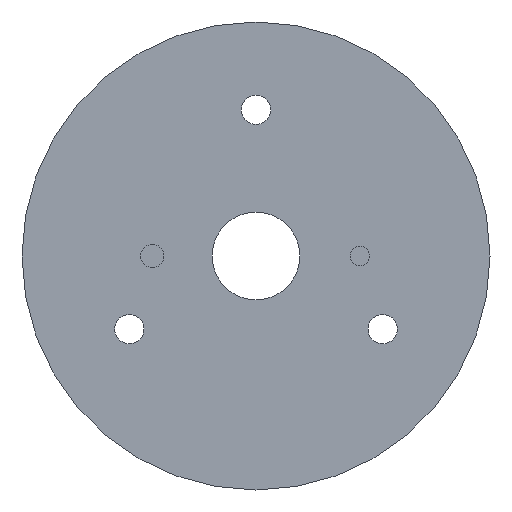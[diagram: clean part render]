
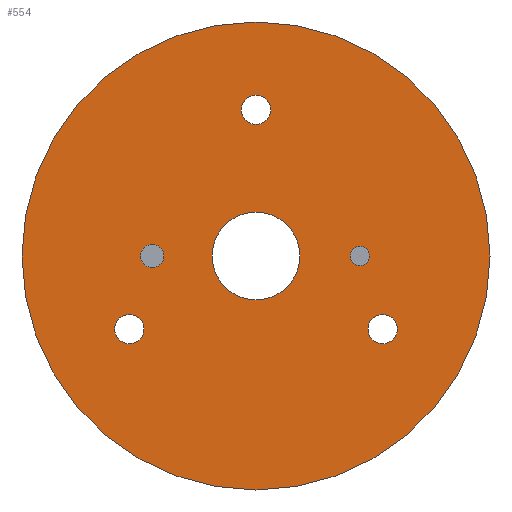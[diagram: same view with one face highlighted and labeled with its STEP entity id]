
A CAD part, left-side view. The second image highlights one B-rep face of the part: STEP entity #554.
In plain terms, the highlighted planar face has unit normal (-1, 0, 0).
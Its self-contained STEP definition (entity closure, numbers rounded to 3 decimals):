
#1 = DIRECTION ( 'NONE',  ( 0., 0., -1. ) ) ;
#2 = EDGE_CURVE ( 'NONE', #212, #504, #676, .T. ) ;
#21 = CARTESIAN_POINT ( 'NONE',  ( 0., -21.651, -12.5 ) ) ;
#29 = CIRCLE ( 'NONE', #783, 1.65 ) ;
#43 = CIRCLE ( 'NONE', #784, 2.5 ) ;
#52 = EDGE_CURVE ( 'NONE', #149, #244, #43, .T. ) ;
#56 = ORIENTED_EDGE ( 'NONE', *, *, #854, .F. ) ;
#57 = CARTESIAN_POINT ( 'NONE',  ( 0., 0., 0. ) ) ;
#60 = CIRCLE ( 'NONE', #110, 1.65 ) ;
#78 = CARTESIAN_POINT ( 'NONE',  ( 0., 0., 25. ) ) ;
#86 = DIRECTION ( 'NONE',  ( 1., 0., 0. ) ) ;
#87 = ORIENTED_EDGE ( 'NONE', *, *, #436, .F. ) ;
#102 = CARTESIAN_POINT ( 'NONE',  ( 0., 0., 0. ) ) ;
#110 = AXIS2_PLACEMENT_3D ( 'NONE', #747, #671, #601 ) ;
#116 = EDGE_CURVE ( 'NONE', #244, #149, #694, .T. ) ;
#129 = CIRCLE ( 'NONE', #517, 40. ) ;
#135 = FACE_BOUND ( 'NONE', #394, .T. ) ;
#137 = ORIENTED_EDGE ( 'NONE', *, *, #2, .F. ) ;
#139 = FACE_BOUND ( 'NONE', #653, .T. ) ;
#142 = AXIS2_PLACEMENT_3D ( 'NONE', #214, #148, #458 ) ;
#148 = DIRECTION ( 'NONE',  ( 1., 0., 0. ) ) ;
#149 = VERTEX_POINT ( 'NONE', #874 ) ;
#159 = CARTESIAN_POINT ( 'NONE',  ( 0., 21.651, -12.5 ) ) ;
#160 = VERTEX_POINT ( 'NONE', #728 ) ;
#170 = CARTESIAN_POINT ( 'NONE',  ( 0., -21.651, -10. ) ) ;
#172 = DIRECTION ( 'NONE',  ( -1., 0., 0. ) ) ;
#173 = VERTEX_POINT ( 'NONE', #278 ) ;
#195 = EDGE_LOOP ( 'NONE', ( #87, #843 ) ) ;
#196 = DIRECTION ( 'NONE',  ( -1., 0., 0. ) ) ;
#212 = VERTEX_POINT ( 'NONE', #731 ) ;
#213 = FACE_BOUND ( 'NONE', #376, .T. ) ;
#214 = CARTESIAN_POINT ( 'NONE',  ( 0., -21.651, -12.5 ) ) ;
#231 = DIRECTION ( 'NONE',  ( 0., 0., -1. ) ) ;
#238 = AXIS2_PLACEMENT_3D ( 'NONE', #735, #284, #446 ) ;
#244 = VERTEX_POINT ( 'NONE', #613 ) ;
#248 = VERTEX_POINT ( 'NONE', #382 ) ;
#250 = CARTESIAN_POINT ( 'NONE',  ( 0., 0., 40. ) ) ;
#253 = EDGE_LOOP ( 'NONE', ( #921, #954 ) ) ;
#263 = EDGE_CURVE ( 'NONE', #173, #570, #610, .T. ) ;
#266 = CARTESIAN_POINT ( 'NONE',  ( 0., -17.75, 0. ) ) ;
#278 = CARTESIAN_POINT ( 'NONE',  ( 0., 17.75, -2. ) ) ;
#280 = FACE_BOUND ( 'NONE', #253, .T. ) ;
#284 = DIRECTION ( 'NONE',  ( -1., 0., 0. ) ) ;
#285 = CIRCLE ( 'NONE', #381, 2.5 ) ;
#300 = DIRECTION ( 'NONE',  ( 1., 0., 0. ) ) ;
#302 = CIRCLE ( 'NONE', #723, 7.5 ) ;
#309 = CARTESIAN_POINT ( 'NONE',  ( 0., 0., 25. ) ) ;
#321 = DIRECTION ( 'NONE',  ( 0., 0., -1. ) ) ;
#322 = ORIENTED_EDGE ( 'NONE', *, *, #591, .F. ) ;
#327 = CARTESIAN_POINT ( 'NONE',  ( 0., 0., 22.5 ) ) ;
#348 = EDGE_CURVE ( 'NONE', #920, #588, #771, .T. ) ;
#376 = EDGE_LOOP ( 'NONE', ( #942, #670 ) ) ;
#379 = ORIENTED_EDGE ( 'NONE', *, *, #753, .T. ) ;
#381 = AXIS2_PLACEMENT_3D ( 'NONE', #309, #606, #925 ) ;
#382 = CARTESIAN_POINT ( 'NONE',  ( 0., -17.75, -1.65 ) ) ;
#392 = DIRECTION ( 'NONE',  ( -1., 0., 0. ) ) ;
#393 = VERTEX_POINT ( 'NONE', #250 ) ;
#394 = EDGE_LOOP ( 'NONE', ( #724, #379 ) ) ;
#436 = EDGE_CURVE ( 'NONE', #570, #173, #917, .T. ) ;
#437 = CARTESIAN_POINT ( 'NONE',  ( 0., -21.651, -15. ) ) ;
#442 = CARTESIAN_POINT ( 'NONE',  ( 0., 17.75, 2. ) ) ;
#446 = DIRECTION ( 'NONE',  ( 0., 0., 1. ) ) ;
#449 = EDGE_CURVE ( 'NONE', #811, #393, #129, .T. ) ;
#458 = DIRECTION ( 'NONE',  ( 0., 0., -1. ) ) ;
#463 = DIRECTION ( 'NONE',  ( 0., 0., 1. ) ) ;
#465 = AXIS2_PLACEMENT_3D ( 'NONE', #21, #923, #231 ) ;
#470 = DIRECTION ( 'NONE',  ( 0., 0., 1. ) ) ;
#476 = ORIENTED_EDGE ( 'NONE', *, *, #979, .T. ) ;
#480 = EDGE_CURVE ( 'NONE', #588, #920, #736, .T. ) ;
#482 = DIRECTION ( 'NONE',  ( 0., 0., 1. ) ) ;
#489 = EDGE_CURVE ( 'NONE', #504, #212, #302, .T. ) ;
#504 = VERTEX_POINT ( 'NONE', #515 ) ;
#511 = DIRECTION ( 'NONE',  ( 0., 0., -1. ) ) ;
#515 = CARTESIAN_POINT ( 'NONE',  ( 0., 0., 7.5 ) ) ;
#517 = AXIS2_PLACEMENT_3D ( 'NONE', #102, #392, #718 ) ;
#521 = DIRECTION ( 'NONE',  ( 0., 0., 1. ) ) ;
#527 = ORIENTED_EDGE ( 'NONE', *, *, #449, .T. ) ;
#545 = CARTESIAN_POINT ( 'NONE',  ( 0., 0., 0. ) ) ;
#554 = ADVANCED_FACE ( 'NONE', ( #139, #135, #280, #213, #590, #826, #677 ), #743, .T. ) ;
#563 = ORIENTED_EDGE ( 'NONE', *, *, #489, .F. ) ;
#570 = VERTEX_POINT ( 'NONE', #442 ) ;
#587 = DIRECTION ( 'NONE',  ( 1., 0., 0. ) ) ;
#588 = VERTEX_POINT ( 'NONE', #437 ) ;
#590 = FACE_BOUND ( 'NONE', #696, .T. ) ;
#591 = EDGE_CURVE ( 'NONE', #615, #248, #60, .T. ) ;
#595 = AXIS2_PLACEMENT_3D ( 'NONE', #877, #587, #511 ) ;
#601 = DIRECTION ( 'NONE',  ( 0., 0., 1. ) ) ;
#606 = DIRECTION ( 'NONE',  ( 1., 0., 0. ) ) ;
#610 = CIRCLE ( 'NONE', #967, 2. ) ;
#613 = CARTESIAN_POINT ( 'NONE',  ( 0., 21.651, -10. ) ) ;
#615 = VERTEX_POINT ( 'NONE', #886 ) ;
#640 = CARTESIAN_POINT ( 'NONE',  ( 0., 17.75, 0. ) ) ;
#643 = DIRECTION ( 'NONE',  ( 0., 0., 1. ) ) ;
#646 = DIRECTION ( 'NONE',  ( -1., 0., 0. ) ) ;
#653 = EDGE_LOOP ( 'NONE', ( #563, #137 ) ) ;
#670 = ORIENTED_EDGE ( 'NONE', *, *, #480, .T. ) ;
#671 = DIRECTION ( 'NONE',  ( -1., 0., 0. ) ) ;
#676 = CIRCLE ( 'NONE', #867, 7.5 ) ;
#677 = FACE_OUTER_BOUND ( 'NONE', #906, .T. ) ;
#694 = CIRCLE ( 'NONE', #595, 2.5 ) ;
#696 = EDGE_LOOP ( 'NONE', ( #322, #56 ) ) ;
#697 = EDGE_CURVE ( 'NONE', #160, #888, #866, .T. ) ;
#718 = DIRECTION ( 'NONE',  ( 0., 0., 1. ) ) ;
#723 = AXIS2_PLACEMENT_3D ( 'NONE', #545, #852, #470 ) ;
#724 = ORIENTED_EDGE ( 'NONE', *, *, #697, .T. ) ;
#728 = CARTESIAN_POINT ( 'NONE',  ( 0., 0., 27.5 ) ) ;
#731 = CARTESIAN_POINT ( 'NONE',  ( 0., 0., -7.5 ) ) ;
#735 = CARTESIAN_POINT ( 'NONE',  ( 0., -7.5, 0. ) ) ;
#736 = CIRCLE ( 'NONE', #465, 2.5 ) ;
#743 = PLANE ( 'NONE',  #238 ) ;
#747 = CARTESIAN_POINT ( 'NONE',  ( 0., -17.75, 0. ) ) ;
#753 = EDGE_CURVE ( 'NONE', #888, #160, #285, .T. ) ;
#771 = CIRCLE ( 'NONE', #142, 2.5 ) ;
#776 = CARTESIAN_POINT ( 'NONE',  ( 0., 0., 0. ) ) ;
#783 = AXIS2_PLACEMENT_3D ( 'NONE', #266, #798, #643 ) ;
#784 = AXIS2_PLACEMENT_3D ( 'NONE', #159, #86, #321 ) ;
#798 = DIRECTION ( 'NONE',  ( -1., 0., 0. ) ) ;
#811 = VERTEX_POINT ( 'NONE', #988 ) ;
#816 = CIRCLE ( 'NONE', #950, 40. ) ;
#826 = FACE_BOUND ( 'NONE', #195, .T. ) ;
#843 = ORIENTED_EDGE ( 'NONE', *, *, #263, .F. ) ;
#852 = DIRECTION ( 'NONE',  ( -1., 0., 0. ) ) ;
#854 = EDGE_CURVE ( 'NONE', #248, #615, #29, .T. ) ;
#866 = CIRCLE ( 'NONE', #880, 2.5 ) ;
#867 = AXIS2_PLACEMENT_3D ( 'NONE', #776, #646, #482 ) ;
#874 = CARTESIAN_POINT ( 'NONE',  ( 0., 21.651, -15. ) ) ;
#877 = CARTESIAN_POINT ( 'NONE',  ( 0., 21.651, -12.5 ) ) ;
#880 = AXIS2_PLACEMENT_3D ( 'NONE', #78, #300, #1 ) ;
#886 = CARTESIAN_POINT ( 'NONE',  ( 0., -17.75, 1.65 ) ) ;
#888 = VERTEX_POINT ( 'NONE', #327 ) ;
#906 = EDGE_LOOP ( 'NONE', ( #476, #527 ) ) ;
#912 = DIRECTION ( 'NONE',  ( 0., 0., 1. ) ) ;
#917 = CIRCLE ( 'NONE', #953, 2. ) ;
#918 = CARTESIAN_POINT ( 'NONE',  ( 0., 17.75, 0. ) ) ;
#920 = VERTEX_POINT ( 'NONE', #170 ) ;
#921 = ORIENTED_EDGE ( 'NONE', *, *, #116, .T. ) ;
#923 = DIRECTION ( 'NONE',  ( 1., 0., 0. ) ) ;
#925 = DIRECTION ( 'NONE',  ( 0., 0., -1. ) ) ;
#942 = ORIENTED_EDGE ( 'NONE', *, *, #348, .T. ) ;
#950 = AXIS2_PLACEMENT_3D ( 'NONE', #57, #196, #521 ) ;
#953 = AXIS2_PLACEMENT_3D ( 'NONE', #640, #172, #463 ) ;
#954 = ORIENTED_EDGE ( 'NONE', *, *, #52, .T. ) ;
#967 = AXIS2_PLACEMENT_3D ( 'NONE', #918, #992, #912 ) ;
#979 = EDGE_CURVE ( 'NONE', #393, #811, #816, .T. ) ;
#988 = CARTESIAN_POINT ( 'NONE',  ( 0., 0., -40. ) ) ;
#992 = DIRECTION ( 'NONE',  ( -1., 0., 0. ) ) ;
